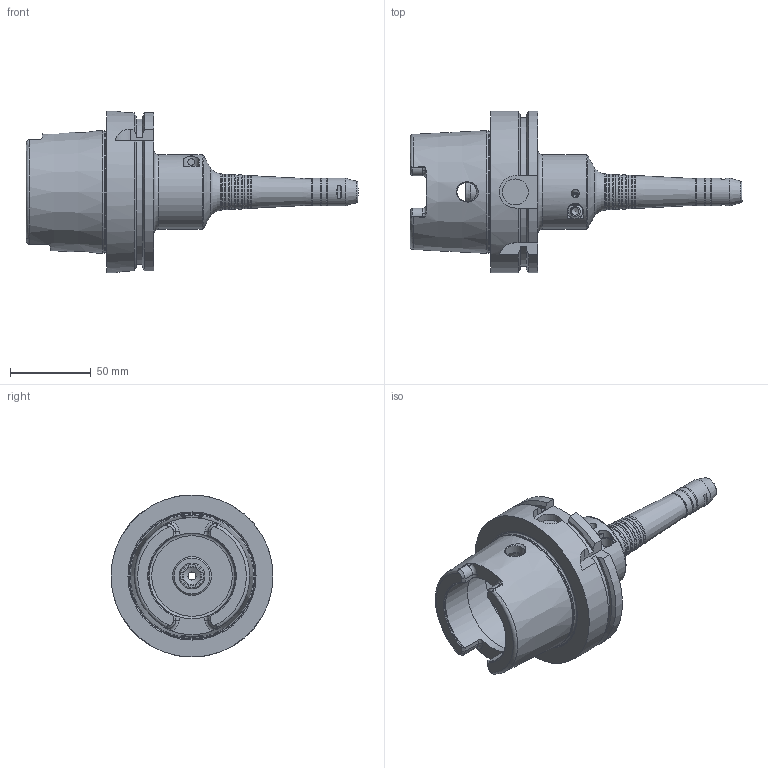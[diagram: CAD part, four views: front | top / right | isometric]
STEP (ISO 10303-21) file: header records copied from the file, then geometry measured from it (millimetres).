
FILE_DESCRIPTION((''),'2;1');
FILE_NAME('577077606155 HSK100A-PHC06SB-155-NC-3D.stp','2022-12-07T17:53:43',('nttooll'),(''),'Autodesk Inventor 2012','Autodesk Inventor 2012','');
FILE_SCHEMA(('AUTOMOTIVE_DESIGN { 1 0 10303 214 1 1 1 1 }'));
Length unit declared in the file: millimetre
Products named in the file (1): 577077606155 HSK100A-PHC06SB-155-NC-3D
Bounding box: 205 x 100 x 100 mm (x, y, z)
Volume: 333487.9 mm3; surface area: 65422.9 mm2
Topology: 1 solids, 1 shells, 235 faces, 557 edges, 342 vertices
Faces by surface type: plane 73, cylinder 69, cone 69, torus 23, revolution 1
Full cylindrical faces by diameter (mm): 0.7 x2, 2.309 x2, 4 x2, 4.1 x1, 4.619 x2, 5 x3, 6 x2, 6.8 x2, 9 x2, 11 x1, 12 x4, 15.3 x1, 16 x2, 17 x3, 24 x1, 45.8 x1, 53 x1, 53.8 x1, 63 x1, 75.3 x1, 100 x1
Entity records: 6689 total; most frequent: CARTESIAN_POINT 1741, DIRECTION 1066, ORIENTED_EDGE 876, AXIS2_PLACEMENT_3D 467, EDGE_CURVE 438, EDGE_LOOP 362, VERTEX_POINT 322, FACE_OUTER_BOUND 235
